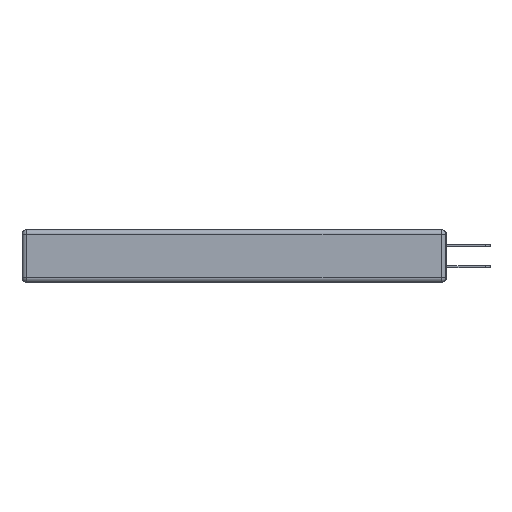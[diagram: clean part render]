
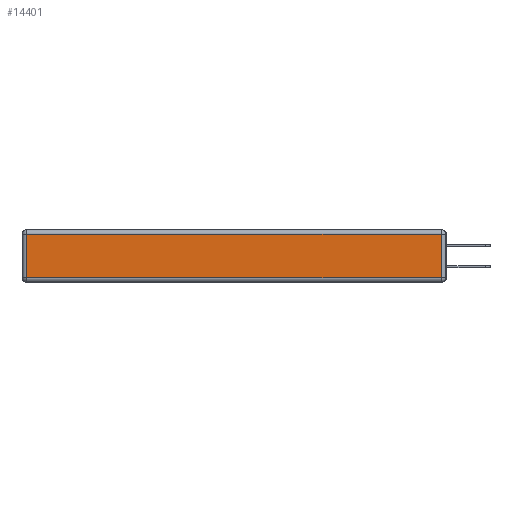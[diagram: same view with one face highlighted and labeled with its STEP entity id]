
A CAD part, left-side view. The second image highlights one B-rep face of the part: STEP entity #14401.
In plain terms, the highlighted planar face has unit normal (-1, 0, 0).
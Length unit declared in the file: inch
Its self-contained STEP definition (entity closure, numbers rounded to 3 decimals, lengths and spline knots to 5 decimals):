
#80 = VECTOR ( 'NONE', #23079, 39.37008 ) ;
#1203 = EDGE_CURVE ( 'NONE', #3359, #10170, #5973, .T. ) ;
#1468 = VECTOR ( 'NONE', #5345, 39.37008 ) ;
#1729 = ORIENTED_EDGE ( 'NONE', *, *, #5015, .T. ) ;
#3359 = VERTEX_POINT ( 'NONE', #15715 ) ;
#4675 = CARTESIAN_POINT ( 'NONE',  ( 0., 2.75, -0.03 ) ) ;
#5015 = EDGE_CURVE ( 'NONE', #10170, #28834, #8850, .T. ) ;
#5345 = DIRECTION ( 'NONE',  ( 0., 0., -1. ) ) ;
#5888 = DIRECTION ( 'NONE',  ( 0., 0., 1. ) ) ;
#5973 = LINE ( 'NONE', #26465, #29492 ) ;
#6947 = EDGE_CURVE ( 'NONE', #28834, #16724, #22979, .T. ) ;
#7774 = CARTESIAN_POINT ( 'NONE',  ( 0., 2.72, -0.343 ) ) ;
#8367 = EDGE_LOOP ( 'NONE', ( #14469, #1729, #19566, #11425 ) ) ;
#8850 = LINE ( 'NONE', #20219, #12091 ) ;
#10170 = VERTEX_POINT ( 'NONE', #22965 ) ;
#11246 = CARTESIAN_POINT ( 'NONE',  ( 0., 0., -0.343 ) ) ;
#11425 = ORIENTED_EDGE ( 'NONE', *, *, #17519, .T. ) ;
#11539 = CARTESIAN_POINT ( 'NONE',  ( 0., 2.72, -0.03 ) ) ;
#12091 = VECTOR ( 'NONE', #20630, 39.37008 ) ;
#14084 = FACE_OUTER_BOUND ( 'NONE', #8367, .T. ) ;
#14401 = ADVANCED_FACE ( 'NONE', ( #14084 ), #15217, .T. ) ;
#14469 = ORIENTED_EDGE ( 'NONE', *, *, #1203, .T. ) ;
#15217 = PLANE ( 'NONE',  #26865 ) ;
#15715 = CARTESIAN_POINT ( 'NONE',  ( 0., 2.72, -0.313 ) ) ;
#16724 = VERTEX_POINT ( 'NONE', #11539 ) ;
#17519 = EDGE_CURVE ( 'NONE', #16724, #3359, #21818, .T. ) ;
#19566 = ORIENTED_EDGE ( 'NONE', *, *, #6947, .T. ) ;
#20219 = CARTESIAN_POINT ( 'NONE',  ( 0., 0.03, -0.343 ) ) ;
#20431 = DIRECTION ( 'NONE',  ( -1., 0., 0. ) ) ;
#20630 = DIRECTION ( 'NONE',  ( 0., 0., 1. ) ) ;
#21818 = LINE ( 'NONE', #7774, #1468 ) ;
#22965 = CARTESIAN_POINT ( 'NONE',  ( 0., 0.03, -0.313 ) ) ;
#22979 = LINE ( 'NONE', #4675, #80 ) ;
#23079 = DIRECTION ( 'NONE',  ( 0., 1., 0. ) ) ;
#24366 = DIRECTION ( 'NONE',  ( 0., -1., 0. ) ) ;
#26465 = CARTESIAN_POINT ( 'NONE',  ( 0., 0., -0.313 ) ) ;
#26865 = AXIS2_PLACEMENT_3D ( 'NONE', #11246, #20431, #5888 ) ;
#28834 = VERTEX_POINT ( 'NONE', #29549 ) ;
#29492 = VECTOR ( 'NONE', #24366, 39.37008 ) ;
#29549 = CARTESIAN_POINT ( 'NONE',  ( 0., 0.03, -0.03 ) ) ;
